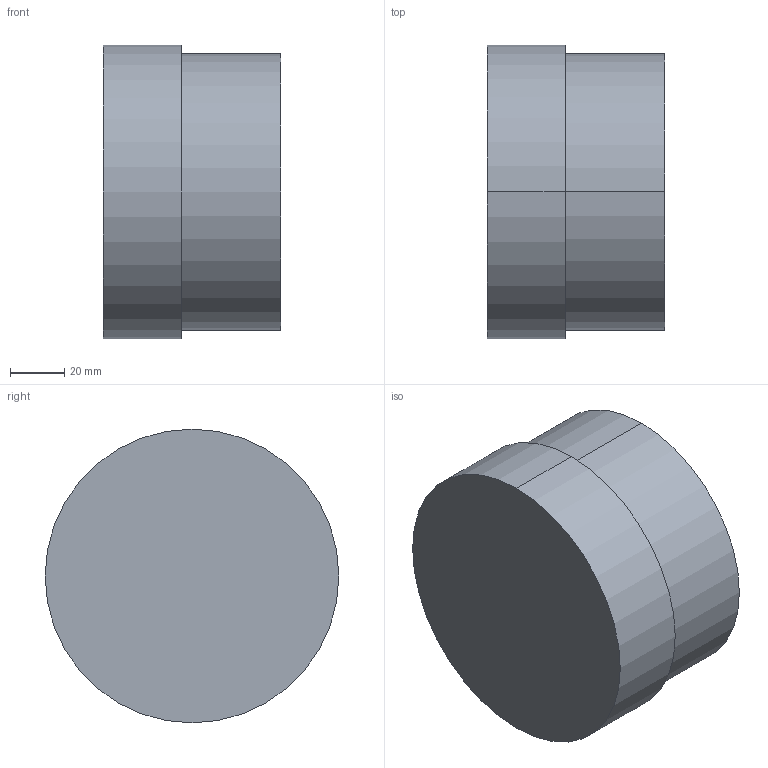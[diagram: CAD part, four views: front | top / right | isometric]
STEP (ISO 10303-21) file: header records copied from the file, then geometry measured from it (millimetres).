
FILE_DESCRIPTION (( 'STEP AP214' ), '1' );
FILE_NAME ('PA-4.STEP', '2020-10-27T00:48:31', ( '' ), ( '' ), 'SwSTEP 2.0', 'SolidWorks 2019', '' );
FILE_SCHEMA (( 'AUTOMOTIVE_DESIGN' ));
Length unit declared in the file: inch
Products named in the file (1): PA-4
Bounding box: 65.09 x 107.95 x 107.95 mm (x, y, z)
Volume: 557548.4 mm3; surface area: 39649.9 mm2
Topology: 1 solids, 1 shells, 39 faces, 252 edges, 248 vertices
Faces by surface type: plane 35, cylinder 4
Entity records: 3753 total; most frequent: CARTESIAN_POINT 1761, ORIENTED_EDGE 504, DIRECTION 259, EDGE_CURVE 252, VERTEX_POINT 248, LINE 163, VECTOR 163, B_SPLINE_CURVE_WITH_KNOTS 81
